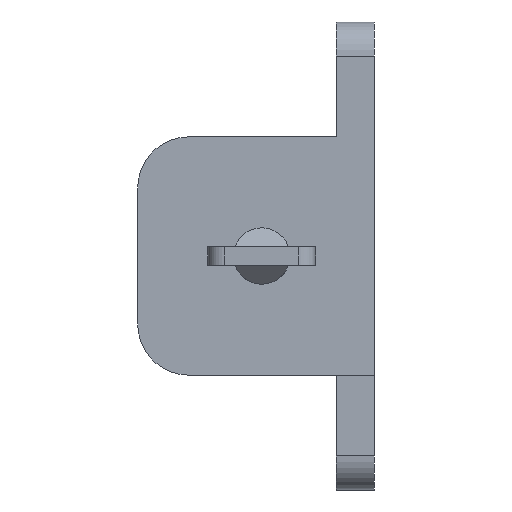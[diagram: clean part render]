
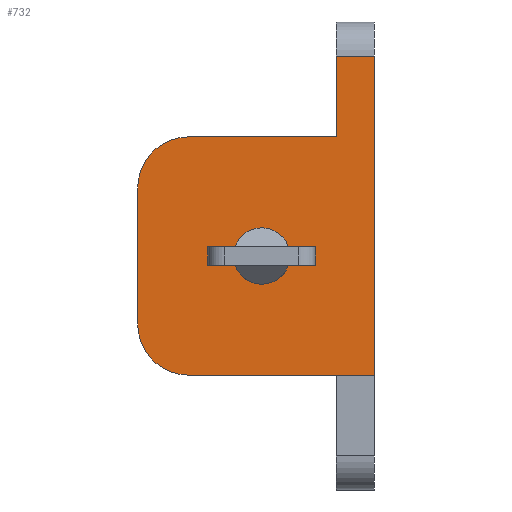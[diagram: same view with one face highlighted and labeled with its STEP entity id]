
A CAD part, left-side view. The second image highlights one B-rep face of the part: STEP entity #732.
In plain terms, the highlighted planar face has unit normal (-1, 0, 0).
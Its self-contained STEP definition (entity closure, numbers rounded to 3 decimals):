
#38=FACE_BOUND('',#164,.T.);
#64=PLANE('',#814);
#106=FACE_OUTER_BOUND('',#163,.T.);
#163=EDGE_LOOP('',(#666,#667,#668,#669,#670,#671,#672,#673));
#164=EDGE_LOOP('',(#674));
#195=LINE('',#1154,#255);
#203=LINE('',#1175,#263);
#207=LINE('',#1182,#267);
#215=LINE('',#1210,#275);
#222=LINE('',#1234,#282);
#224=LINE('',#1238,#284);
#255=VECTOR('',#943,10.87);
#263=VECTOR('',#961,8.63);
#267=VECTOR('',#967,7.97);
#275=VECTOR('',#995,18.7);
#282=VECTOR('',#1022,2.24);
#284=VECTOR('',#1028,4.73);
#291=CIRCLE('',#751,1.65);
#299=CIRCLE('',#780,3.);
#302=CIRCLE('',#786,3.);
#329=VERTEX_POINT('',#1078);
#345=VERTEX_POINT('',#1137);
#346=VERTEX_POINT('',#1138);
#352=VERTEX_POINT('',#1152);
#358=VERTEX_POINT('',#1168);
#359=VERTEX_POINT('',#1170);
#360=VERTEX_POINT('',#1174);
#372=VERTEX_POINT('',#1208);
#379=VERTEX_POINT('',#1232);
#399=EDGE_CURVE('',#329,#329,#291,.T.);
#427=EDGE_CURVE('',#345,#346,#299,.T.);
#435=EDGE_CURVE('',#345,#352,#195,.T.);
#443=EDGE_CURVE('',#358,#359,#302,.T.);
#445=EDGE_CURVE('',#360,#359,#203,.T.);
#449=EDGE_CURVE('',#346,#358,#207,.T.);
#463=EDGE_CURVE('',#352,#372,#215,.T.);
#475=EDGE_CURVE('',#379,#372,#222,.T.);
#477=EDGE_CURVE('',#360,#379,#224,.T.);
#666=ORIENTED_EDGE('',*,*,#427,.F.);
#667=ORIENTED_EDGE('',*,*,#435,.T.);
#668=ORIENTED_EDGE('',*,*,#463,.T.);
#669=ORIENTED_EDGE('',*,*,#475,.F.);
#670=ORIENTED_EDGE('',*,*,#477,.F.);
#671=ORIENTED_EDGE('',*,*,#445,.T.);
#672=ORIENTED_EDGE('',*,*,#443,.F.);
#673=ORIENTED_EDGE('',*,*,#449,.F.);
#674=ORIENTED_EDGE('',*,*,#399,.T.);
#732=ADVANCED_FACE('',(#106,#38),#64,.T.);
#751=AXIS2_PLACEMENT_3D('',#1079,#859,#860);
#780=AXIS2_PLACEMENT_3D('',#1139,#931,#932);
#786=AXIS2_PLACEMENT_3D('',#1171,#956,#957);
#814=AXIS2_PLACEMENT_3D('',#1243,#1035,#1036);
#859=DIRECTION('center_axis',(1.,0.,0.));
#860=DIRECTION('ref_axis',(0.,0.,1.));
#931=DIRECTION('center_axis',(1.,0.,0.));
#932=DIRECTION('ref_axis',(0.,0.707,-0.707));
#943=DIRECTION('',(0.,-1.,0.));
#956=DIRECTION('center_axis',(1.,0.,0.));
#957=DIRECTION('ref_axis',(0.,0.707,0.707));
#961=DIRECTION('',(0.,1.,0.));
#967=DIRECTION('',(0.,0.,1.));
#995=DIRECTION('',(0.,0.,1.));
#1022=DIRECTION('',(0.,-1.,0.));
#1028=DIRECTION('',(0.,0.,1.));
#1035=DIRECTION('center_axis',(-1.,0.,0.));
#1036=DIRECTION('ref_axis',(0.,0.,1.));
#1078=CARTESIAN_POINT('',(0.,6.6,-15.365));
#1079=CARTESIAN_POINT('Origin',(0.,6.6,-13.715));
#1137=CARTESIAN_POINT('',(0.,10.87,-20.7));
#1138=CARTESIAN_POINT('',(0.,13.87,-17.7));
#1139=CARTESIAN_POINT('Origin',(0.,10.87,-17.7));
#1152=CARTESIAN_POINT('',(0.,0.,-20.7));
#1154=CARTESIAN_POINT('',(0.,0.,-20.7));
#1168=CARTESIAN_POINT('',(0.,13.87,-9.73));
#1170=CARTESIAN_POINT('',(0.,10.87,-6.73));
#1171=CARTESIAN_POINT('Origin',(0.,10.87,-9.73));
#1174=CARTESIAN_POINT('',(0.,2.24,-6.73));
#1175=CARTESIAN_POINT('',(0.,2.24,-6.73));
#1182=CARTESIAN_POINT('',(0.,13.87,-6.73));
#1208=CARTESIAN_POINT('',(0.,0.,-2.));
#1210=CARTESIAN_POINT('',(0.,0.,-27.43));
#1232=CARTESIAN_POINT('',(0.,2.24,-2.));
#1234=CARTESIAN_POINT('',(0.,0.,-2.));
#1238=CARTESIAN_POINT('',(0.,2.24,-27.43));
#1243=CARTESIAN_POINT('Origin',(0.,0.,-27.43));
